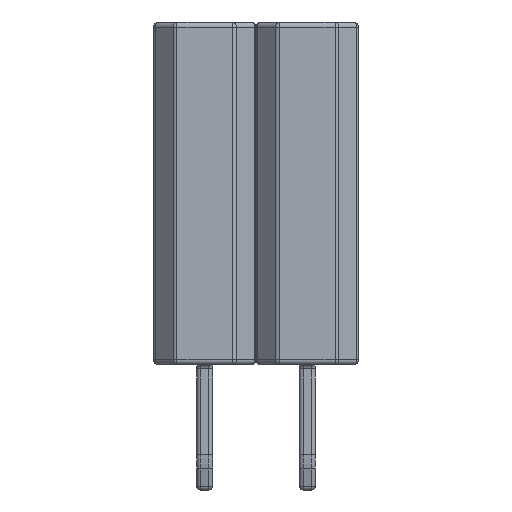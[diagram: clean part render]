
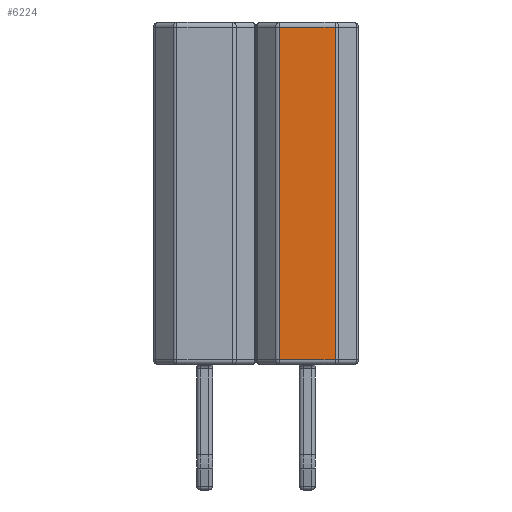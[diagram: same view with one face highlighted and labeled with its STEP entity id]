
A CAD part, left-side view. The second image highlights one B-rep face of the part: STEP entity #6224.
In plain terms, the highlighted planar face has unit normal (-1, 0, 0).
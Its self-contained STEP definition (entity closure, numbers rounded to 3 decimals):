
#5566 = CYLINDRICAL_SURFACE('',#5567,0.125);
#5567 = AXIS2_PLACEMENT_3D('',#5568,#5569,#5570);
#5568 = CARTESIAN_POINT('',(-1.145,0.692,0.));
#5569 = DIRECTION('',(0.,0.,1.));
#5570 = DIRECTION('',(-0.707,0.707,0.));
#5671 = VERTEX_POINT('',#5672);
#5672 = CARTESIAN_POINT('',(-1.27,0.692,0.125));
#5699 = EDGE_CURVE('',#5671,#5700,#5702,.T.);
#5700 = VERTEX_POINT('',#5701);
#5701 = CARTESIAN_POINT('',(-1.27,0.692,8.375));
#5702 = SURFACE_CURVE('',#5703,(#5707,#5714),.PCURVE_S1.);
#5703 = LINE('',#5704,#5705);
#5704 = CARTESIAN_POINT('',(-1.27,0.692,0.));
#5705 = VECTOR('',#5706,1.);
#5706 = DIRECTION('',(0.,0.,1.));
#5707 = PCURVE('',#5566,#5708);
#5708 = DEFINITIONAL_REPRESENTATION('',(#5709),#5713);
#5709 = LINE('',#5710,#5711);
#5710 = CARTESIAN_POINT('',(0.785,0.));
#5711 = VECTOR('',#5712,1.);
#5712 = DIRECTION('',(0.,1.));
#5713 = ( GEOMETRIC_REPRESENTATION_CONTEXT(2) 
PARAMETRIC_REPRESENTATION_CONTEXT() REPRESENTATION_CONTEXT('2D SPACE',''
  ) );
#5714 = PCURVE('',#5715,#5720);
#5715 = PLANE('',#5716);
#5716 = AXIS2_PLACEMENT_3D('',#5717,#5718,#5719);
#5717 = CARTESIAN_POINT('',(-1.27,-0.744,0.));
#5718 = DIRECTION('',(-1.,0.,0.));
#5719 = DIRECTION('',(0.,1.,0.));
#5720 = DEFINITIONAL_REPRESENTATION('',(#5721),#5725);
#5721 = LINE('',#5722,#5723);
#5722 = CARTESIAN_POINT('',(1.436,0.));
#5723 = VECTOR('',#5724,1.);
#5724 = DIRECTION('',(0.,-1.));
#5725 = ( GEOMETRIC_REPRESENTATION_CONTEXT(2) 
PARAMETRIC_REPRESENTATION_CONTEXT() REPRESENTATION_CONTEXT('2D SPACE',''
  ) );
#5929 = CYLINDRICAL_SURFACE('',#5930,0.125);
#5930 = AXIS2_PLACEMENT_3D('',#5931,#5932,#5933);
#5931 = CARTESIAN_POINT('',(-1.145,-0.744,8.375));
#5932 = DIRECTION('',(0.,1.,0.));
#5933 = DIRECTION('',(-1.,0.,0.));
#6211 = CYLINDRICAL_SURFACE('',#6212,0.125);
#6212 = AXIS2_PLACEMENT_3D('',#6213,#6214,#6215);
#6213 = CARTESIAN_POINT('',(-1.145,-0.744,0.125));
#6214 = DIRECTION('',(0.,1.,0.));
#6215 = DIRECTION('',(-1.,0.,0.));
#6224 = ADVANCED_FACE('',(#6225),#5715,.T.);
#6225 = FACE_BOUND('',#6226,.T.);
#6226 = EDGE_LOOP('',(#6227,#6250,#6251,#6274));
#6227 = ORIENTED_EDGE('',*,*,#6228,.T.);
#6228 = EDGE_CURVE('',#6229,#5700,#6231,.T.);
#6229 = VERTEX_POINT('',#6230);
#6230 = CARTESIAN_POINT('',(-1.27,-0.692,8.375));
#6231 = SURFACE_CURVE('',#6232,(#6236,#6243),.PCURVE_S1.);
#6232 = LINE('',#6233,#6234);
#6233 = CARTESIAN_POINT('',(-1.27,-0.744,8.375));
#6234 = VECTOR('',#6235,1.);
#6235 = DIRECTION('',(0.,1.,0.));
#6236 = PCURVE('',#5715,#6237);
#6237 = DEFINITIONAL_REPRESENTATION('',(#6238),#6242);
#6238 = LINE('',#6239,#6240);
#6239 = CARTESIAN_POINT('',(0.,-8.375));
#6240 = VECTOR('',#6241,1.);
#6241 = DIRECTION('',(1.,0.));
#6242 = ( GEOMETRIC_REPRESENTATION_CONTEXT(2) 
PARAMETRIC_REPRESENTATION_CONTEXT() REPRESENTATION_CONTEXT('2D SPACE',''
  ) );
#6243 = PCURVE('',#5929,#6244);
#6244 = DEFINITIONAL_REPRESENTATION('',(#6245),#6249);
#6245 = LINE('',#6246,#6247);
#6246 = CARTESIAN_POINT('',(0.,0.));
#6247 = VECTOR('',#6248,1.);
#6248 = DIRECTION('',(0.,1.));
#6249 = ( GEOMETRIC_REPRESENTATION_CONTEXT(2) 
PARAMETRIC_REPRESENTATION_CONTEXT() REPRESENTATION_CONTEXT('2D SPACE',''
  ) );
#6250 = ORIENTED_EDGE('',*,*,#5699,.F.);
#6251 = ORIENTED_EDGE('',*,*,#6252,.F.);
#6252 = EDGE_CURVE('',#6253,#5671,#6255,.T.);
#6253 = VERTEX_POINT('',#6254);
#6254 = CARTESIAN_POINT('',(-1.27,-0.692,0.125));
#6255 = SURFACE_CURVE('',#6256,(#6260,#6267),.PCURVE_S1.);
#6256 = LINE('',#6257,#6258);
#6257 = CARTESIAN_POINT('',(-1.27,-0.744,0.125));
#6258 = VECTOR('',#6259,1.);
#6259 = DIRECTION('',(0.,1.,0.));
#6260 = PCURVE('',#5715,#6261);
#6261 = DEFINITIONAL_REPRESENTATION('',(#6262),#6266);
#6262 = LINE('',#6263,#6264);
#6263 = CARTESIAN_POINT('',(0.,-0.125));
#6264 = VECTOR('',#6265,1.);
#6265 = DIRECTION('',(1.,0.));
#6266 = ( GEOMETRIC_REPRESENTATION_CONTEXT(2) 
PARAMETRIC_REPRESENTATION_CONTEXT() REPRESENTATION_CONTEXT('2D SPACE',''
  ) );
#6267 = PCURVE('',#6211,#6268);
#6268 = DEFINITIONAL_REPRESENTATION('',(#6269),#6273);
#6269 = LINE('',#6270,#6271);
#6270 = CARTESIAN_POINT('',(-0.,0.));
#6271 = VECTOR('',#6272,1.);
#6272 = DIRECTION('',(-0.,1.));
#6273 = ( GEOMETRIC_REPRESENTATION_CONTEXT(2) 
PARAMETRIC_REPRESENTATION_CONTEXT() REPRESENTATION_CONTEXT('2D SPACE',''
  ) );
#6274 = ORIENTED_EDGE('',*,*,#6275,.T.);
#6275 = EDGE_CURVE('',#6253,#6229,#6276,.T.);
#6276 = SURFACE_CURVE('',#6277,(#6281,#6288),.PCURVE_S1.);
#6277 = LINE('',#6278,#6279);
#6278 = CARTESIAN_POINT('',(-1.27,-0.692,0.));
#6279 = VECTOR('',#6280,1.);
#6280 = DIRECTION('',(0.,0.,1.));
#6281 = PCURVE('',#5715,#6282);
#6282 = DEFINITIONAL_REPRESENTATION('',(#6283),#6287);
#6283 = LINE('',#6284,#6285);
#6284 = CARTESIAN_POINT('',(0.052,0.));
#6285 = VECTOR('',#6286,1.);
#6286 = DIRECTION('',(0.,-1.));
#6287 = ( GEOMETRIC_REPRESENTATION_CONTEXT(2) 
PARAMETRIC_REPRESENTATION_CONTEXT() REPRESENTATION_CONTEXT('2D SPACE',''
  ) );
#6288 = PCURVE('',#6289,#6294);
#6289 = CYLINDRICAL_SURFACE('',#6290,0.125);
#6290 = AXIS2_PLACEMENT_3D('',#6291,#6292,#6293);
#6291 = CARTESIAN_POINT('',(-1.145,-0.692,0.));
#6292 = DIRECTION('',(0.,0.,1.));
#6293 = DIRECTION('',(-1.,0.,0.));
#6294 = DEFINITIONAL_REPRESENTATION('',(#6295),#6299);
#6295 = LINE('',#6296,#6297);
#6296 = CARTESIAN_POINT('',(0.,0.));
#6297 = VECTOR('',#6298,1.);
#6298 = DIRECTION('',(0.,1.));
#6299 = ( GEOMETRIC_REPRESENTATION_CONTEXT(2) 
PARAMETRIC_REPRESENTATION_CONTEXT() REPRESENTATION_CONTEXT('2D SPACE',''
  ) );
